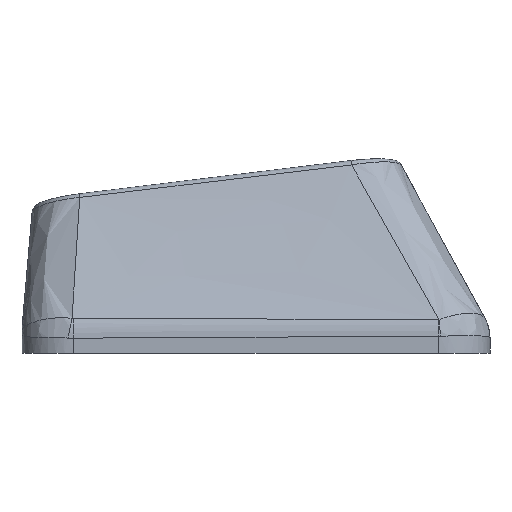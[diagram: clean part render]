
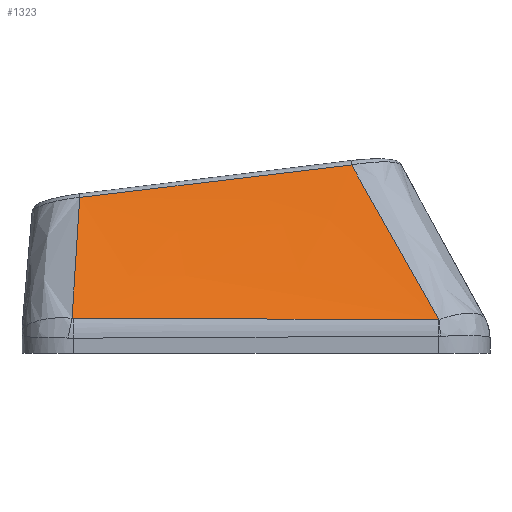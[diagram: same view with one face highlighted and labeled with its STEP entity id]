
A CAD part, left-side view. The second image highlights one B-rep face of the part: STEP entity #1323.
In plain terms, the highlighted free-form (B-spline) face has degree [3, 3] with [4, 4] control points.
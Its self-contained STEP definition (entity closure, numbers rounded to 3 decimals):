
#31=B_SPLINE_SURFACE_WITH_KNOTS('',3,3,((#2831,#2832,#2833,#2834),(#2835,
#2836,#2837,#2838),(#2839,#2840,#2841,#2842),(#2843,#2844,#2845,#2846)),
 .UNSPECIFIED.,.F.,.F.,.F.,(4,4),(4,4),(0.101,0.893),
(0.031,0.954),.UNSPECIFIED.);
#286=FACE_OUTER_BOUND('',#364,.T.);
#364=EDGE_LOOP('',(#1072,#1073,#1074,#1075,#1076,#1077));
#454=B_SPLINE_CURVE_WITH_KNOTS('',3,(#2325,#2326,#2327,#2328),
 .UNSPECIFIED.,.F.,.F.,(4,4),(0.,0.002),
 .UNSPECIFIED.);
#456=B_SPLINE_CURVE_WITH_KNOTS('',3,(#2352,#2353,#2354,#2355),
 .UNSPECIFIED.,.F.,.F.,(4,4),(0.,1.416),.UNSPECIFIED.);
#458=B_SPLINE_CURVE_WITH_KNOTS('',3,(#2379,#2380,#2381,#2382),
 .UNSPECIFIED.,.F.,.F.,(4,4),(0.,0.005),
 .UNSPECIFIED.);
#480=B_SPLINE_CURVE_WITH_KNOTS('',3,(#2822,#2823,#2824,#2825),
 .UNSPECIFIED.,.F.,.F.,(4,4),(-0.569,-0.021),
 .UNSPECIFIED.);
#482=B_SPLINE_CURVE_WITH_KNOTS('',3,(#2848,#2849,#2850,#2851),
 .UNSPECIFIED.,.F.,.F.,(4,4),(0.025,0.771),
 .UNSPECIFIED.);
#483=B_SPLINE_CURVE_WITH_KNOTS('',3,(#2852,#2853,#2854,#2855),
 .UNSPECIFIED.,.F.,.F.,(4,4),(-1.062,0.),
 .UNSPECIFIED.);
#579=VERTEX_POINT('',#2284);
#583=VERTEX_POINT('',#2318);
#585=VERTEX_POINT('',#2345);
#587=VERTEX_POINT('',#2372);
#620=VERTEX_POINT('',#2821);
#621=VERTEX_POINT('',#2847);
#738=EDGE_CURVE('',#579,#583,#454,.T.);
#741=EDGE_CURVE('',#583,#585,#456,.T.);
#744=EDGE_CURVE('',#585,#587,#458,.T.);
#796=EDGE_CURVE('',#587,#620,#480,.T.);
#798=EDGE_CURVE('',#621,#579,#482,.T.);
#799=EDGE_CURVE('',#620,#621,#483,.T.);
#1072=ORIENTED_EDGE('',*,*,#744,.F.);
#1073=ORIENTED_EDGE('',*,*,#741,.F.);
#1074=ORIENTED_EDGE('',*,*,#738,.F.);
#1075=ORIENTED_EDGE('',*,*,#798,.F.);
#1076=ORIENTED_EDGE('',*,*,#799,.F.);
#1077=ORIENTED_EDGE('',*,*,#796,.F.);
#1323=ADVANCED_FACE('',(#286),#31,.T.);
#2284=CARTESIAN_POINT('',(-8.936,-7.099,0.305));
#2318=CARTESIAN_POINT('',(-8.936,-7.078,0.304));
#2325=CARTESIAN_POINT('Ctrl Pts',(-8.936,-7.099,0.305));
#2326=CARTESIAN_POINT('Ctrl Pts',(-8.936,-7.092,0.305));
#2327=CARTESIAN_POINT('Ctrl Pts',(-8.936,-7.085,0.304));
#2328=CARTESIAN_POINT('Ctrl Pts',(-8.936,-7.078,0.304));
#2345=CARTESIAN_POINT('',(-8.867,7.086,0.356));
#2352=CARTESIAN_POINT('Ctrl Pts',(-8.936,-7.078,0.304));
#2353=CARTESIAN_POINT('Ctrl Pts',(-8.919,-2.357,0.32));
#2354=CARTESIAN_POINT('Ctrl Pts',(-8.897,2.364,0.337));
#2355=CARTESIAN_POINT('Ctrl Pts',(-8.867,7.086,0.356));
#2372=CARTESIAN_POINT('',(-8.864,7.138,0.361));
#2379=CARTESIAN_POINT('Ctrl Pts',(-8.867,7.086,0.356));
#2380=CARTESIAN_POINT('Ctrl Pts',(-8.867,7.103,0.356));
#2381=CARTESIAN_POINT('Ctrl Pts',(-8.866,7.121,0.358));
#2382=CARTESIAN_POINT('Ctrl Pts',(-8.864,7.138,0.361));
#2821=CARTESIAN_POINT('',(-6.075,6.84,5.046));
#2822=CARTESIAN_POINT('Ctrl Pts',(-8.864,7.138,0.361));
#2823=CARTESIAN_POINT('Ctrl Pts',(-7.929,7.032,1.92));
#2824=CARTESIAN_POINT('Ctrl Pts',(-6.998,6.931,3.482));
#2825=CARTESIAN_POINT('Ctrl Pts',(-6.075,6.84,5.046));
#2831=CARTESIAN_POINT('Ctrl Pts',(-6.065,-4.087,6.351));
#2832=CARTESIAN_POINT('Ctrl Pts',(-7.022,-5.091,4.336));
#2833=CARTESIAN_POINT('Ctrl Pts',(-7.979,-6.095,2.32));
#2834=CARTESIAN_POINT('Ctrl Pts',(-8.936,-7.099,0.304));
#2835=CARTESIAN_POINT('Ctrl Pts',(-6.065,-0.345,
5.91));
#2836=CARTESIAN_POINT('Ctrl Pts',(-7.022,-1.014,4.034));
#2837=CARTESIAN_POINT('Ctrl Pts',(-7.979,-1.684,2.159));
#2838=CARTESIAN_POINT('Ctrl Pts',(-8.936,-2.353,0.283));
#2839=CARTESIAN_POINT('Ctrl Pts',(-6.065,3.398,5.469));
#2840=CARTESIAN_POINT('Ctrl Pts',(-7.022,3.063,3.733));
#2841=CARTESIAN_POINT('Ctrl Pts',(-7.979,2.728,1.998));
#2842=CARTESIAN_POINT('Ctrl Pts',(-8.936,2.392,0.262));
#2843=CARTESIAN_POINT('Ctrl Pts',(-6.065,7.141,5.027));
#2844=CARTESIAN_POINT('Ctrl Pts',(-7.022,7.14,3.432));
#2845=CARTESIAN_POINT('Ctrl Pts',(-7.979,7.139,1.836));
#2846=CARTESIAN_POINT('Ctrl Pts',(-8.936,7.138,0.241));
#2847=CARTESIAN_POINT('',(-6.065,-3.706,6.306));
#2848=CARTESIAN_POINT('Ctrl Pts',(-6.065,-3.706,6.306));
#2849=CARTESIAN_POINT('Ctrl Pts',(-7.028,-4.842,4.311));
#2850=CARTESIAN_POINT('Ctrl Pts',(-7.984,-5.972,2.309));
#2851=CARTESIAN_POINT('Ctrl Pts',(-8.936,-7.099,0.305));
#2852=CARTESIAN_POINT('Ctrl Pts',(-6.075,6.84,5.046));
#2853=CARTESIAN_POINT('Ctrl Pts',(-6.072,3.325,5.464));
#2854=CARTESIAN_POINT('Ctrl Pts',(-6.069,-0.19,
5.884));
#2855=CARTESIAN_POINT('Ctrl Pts',(-6.065,-3.706,6.306));
